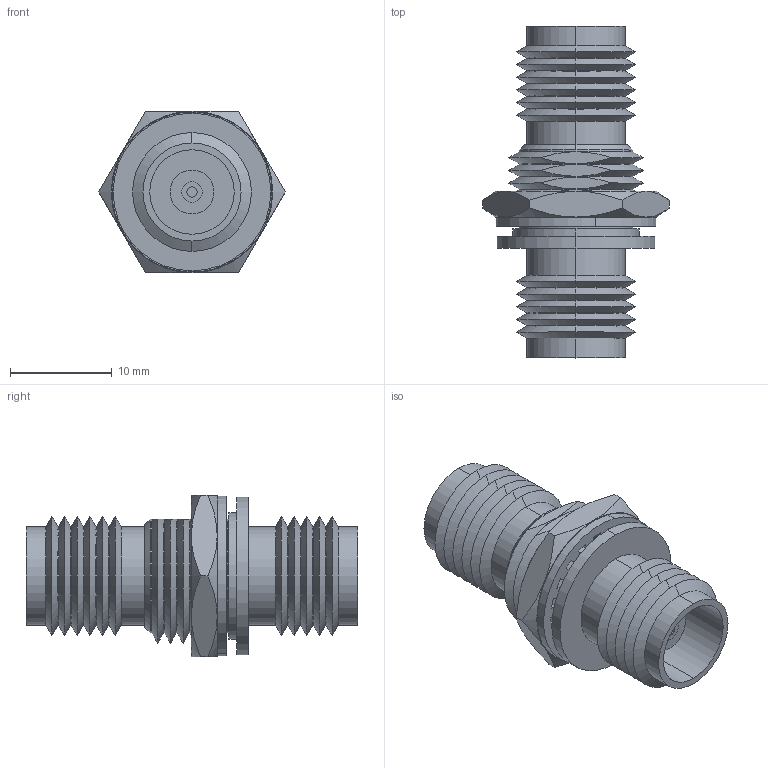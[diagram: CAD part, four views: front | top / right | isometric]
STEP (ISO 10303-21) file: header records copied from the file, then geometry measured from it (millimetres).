
FILE_DESCRIPTION (( 'STEP AP203' ), '1' );
FILE_NAME ('BA2301.STEP', '2006-06-23T18:20:53', ( 'lcom' ), ( 'lcom' ), 'SwSTEP 2.0', 'SolidWorks 2006004', '' );
FILE_SCHEMA (( 'CONFIG_CONTROL_DESIGN' ));
Length unit declared in the file: inch
Products named in the file (4): BA2301; 3AA02-008; BA2301-MA1; 3AA03-005
Assembly tree (3 placements, depth 2):
  BA2301
    3AA03-005
    BA2301-MA1
    3AA02-008
Bounding box: 18.33 x 32.64 x 15.88 mm (x, y, z)
Volume: 2659.7 mm3; surface area: 3406 mm2
Topology: 3 solids, 3 shells, 257 faces, 595 edges, 356 vertices
Faces by surface type: cylinder 105, cone 82, plane 70
Entity records: 7829 total; most frequent: CARTESIAN_POINT 1478, DIRECTION 1331, ORIENTED_EDGE 1190, EDGE_CURVE 595, AXIS2_PLACEMENT_3D 521, VERTEX_POINT 356, VECTOR 289, LINE 289
